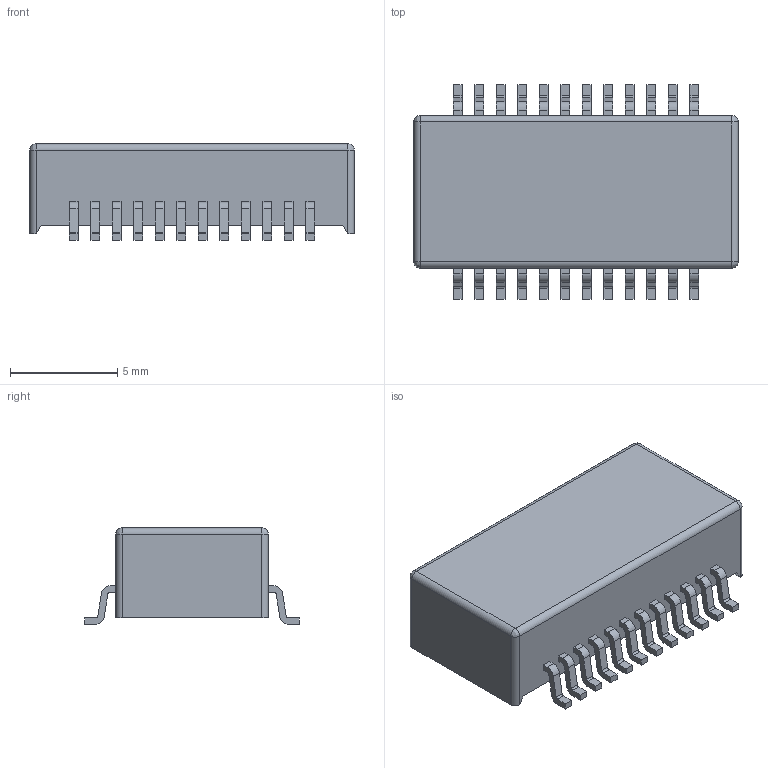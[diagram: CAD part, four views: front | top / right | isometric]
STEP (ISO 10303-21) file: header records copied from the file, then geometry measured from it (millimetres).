
FILE_DESCRIPTION (( 'STEP AP214' ), '1' );
FILE_NAME ('G2406S.STEP', '2024-03-15T06:07:25', ( '' ), ( '' ), 'SwSTEP 2.0', 'SolidWorks 2022', '' );
FILE_SCHEMA (( 'AUTOMOTIVE_DESIGN' ));
Length unit declared in the file: millimetre
Products named in the file (1): G2406S
Bounding box: 15.1 x 10 x 4.5 mm (x, y, z)
Volume: 416.8 mm3; surface area: 471.5 mm2
Topology: 1 solids, 1 shells, 334 faces, 912 edges, 600 vertices
Faces by surface type: plane 226, cylinder 104, bspline 4
Entity records: 14244 total; most frequent: CARTESIAN_POINT 1903, ORIENTED_EDGE 1816, DIRECTION 1778, EDGE_CURVE 908, VECTOR 700, LINE 700, VERTEX_POINT 600, AXIS2_PLACEMENT_3D 539
